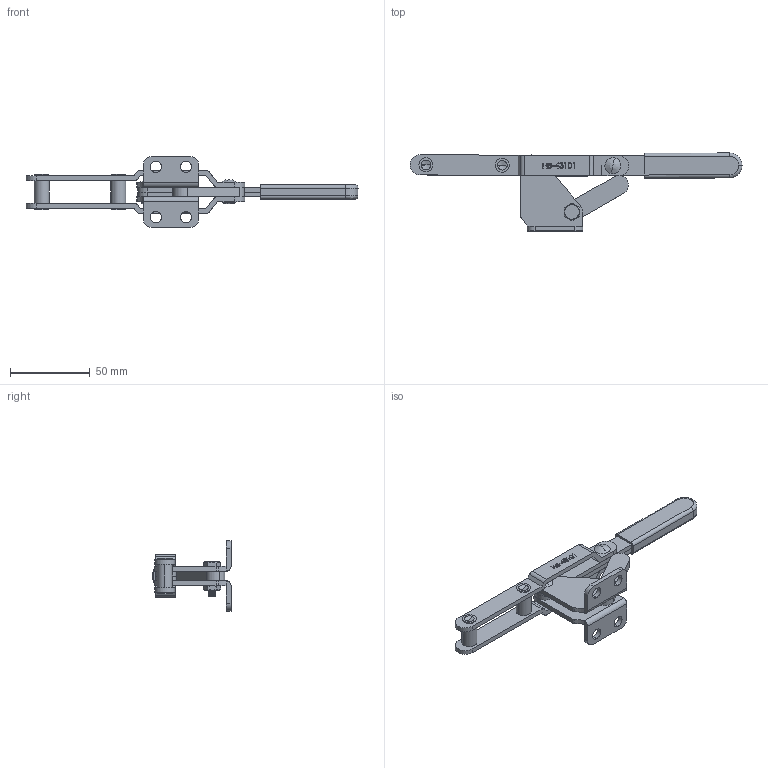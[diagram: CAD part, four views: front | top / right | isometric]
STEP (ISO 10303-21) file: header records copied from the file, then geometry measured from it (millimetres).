
FILE_DESCRIPTION (( 'STEP AP203' ), '1' );
FILE_NAME ('HS-43101.STEP', '2019-10-07T03:26:32', ( '微软用户' ), ( '微软中国' ), 'SwSTEP 2.0', 'SolidWorks 2012', '' );
FILE_SCHEMA (( 'CONFIG_CONTROL_DESIGN' ));
Length unit declared in the file: millimetre
Products named in the file (16): HS-43101; 3-16_NUT______; 4______; 2_______ASM; NONE-20975_; NONE-5774_; 3-16______; 5______; 6______; 1_______ASM; NONE-7574_; NONE-7442_; 3_______ASM_1; NONE-8096_; NONE-8077_; NONE-7725_
Assembly tree (17 placements, depth 3):
  HS-43101
    3_______ASM_1
      NONE-7725_
      NONE-8077_
      NONE-8096_
    1_______ASM
      NONE-7442_
      NONE-7574_
    6______  x2
    5______  x2
    3-16______
    2_______ASM
      NONE-5774_
      NONE-20975_
    4______
    3-16_NUT______
Bounding box: 208.66 x 49.03 x 44.4 mm (x, y, z)
Volume: 41670.6 mm3; surface area: 36384.7 mm2
Topology: 14 solids, 14 shells, 406 faces, 1066 edges, 694 vertices
Faces by surface type: plane 199, cylinder 136, bspline 45, cone 26
Entity records: 21939 total; most frequent: CARTESIAN_POINT 11040, ORIENTED_EDGE 1976, DIRECTION 1753, EDGE_CURVE 988, VERTEX_POINT 654, VECTOR 611, LINE 611, AXIS2_PLACEMENT_3D 571
